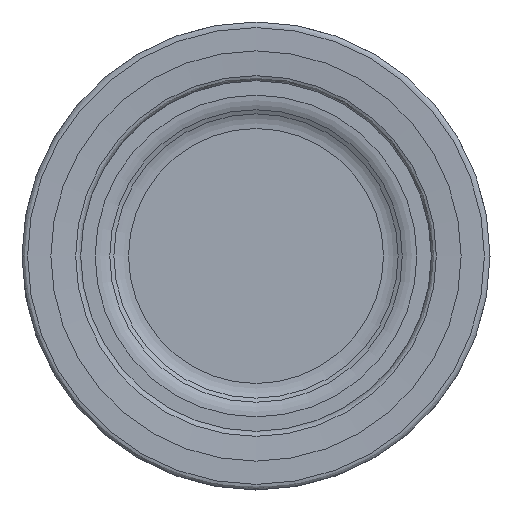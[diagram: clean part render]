
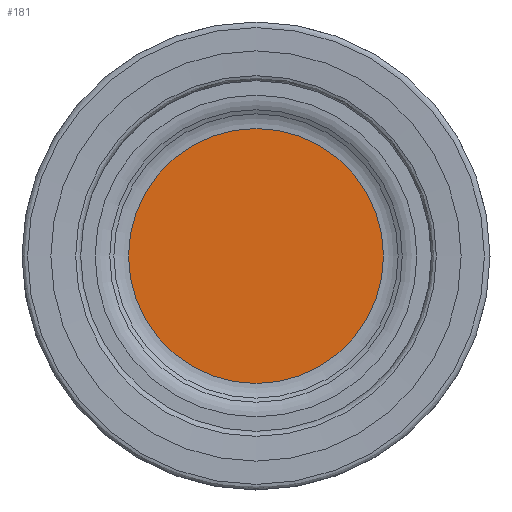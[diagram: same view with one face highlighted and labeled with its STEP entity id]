
A CAD part, left-side view. The second image highlights one B-rep face of the part: STEP entity #181.
In plain terms, the highlighted planar face has unit normal (-1, 0, 0).
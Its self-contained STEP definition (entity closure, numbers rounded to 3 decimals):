
#156=PLANE('',#426);
#159=FACE_OUTER_BOUND('',#262,.T.);
#181=ADVANCED_FACE('',(#159),#156,.F.);
#262=EDGE_LOOP('',(#308));
#308=ORIENTED_EDGE('',*,*,#369,.T.);
#346=VERTEX_POINT('',#583);
#369=EDGE_CURVE('',#346,#346,#392,.T.);
#392=CIRCLE('',#425,8.716);
#425=AXIS2_PLACEMENT_3D('',#582,#492,#493);
#426=AXIS2_PLACEMENT_3D('',#584,#494,#495);
#492=DIRECTION('',(-1.,0.,0.));
#493=DIRECTION('',(0.,0.,1.));
#494=DIRECTION('',(1.,0.,0.));
#495=DIRECTION('',(0.,0.,-1.));
#582=CARTESIAN_POINT('',(1.4,0.,0.));
#583=CARTESIAN_POINT('',(1.4,0.,8.716));
#584=CARTESIAN_POINT('',(1.4,8.716,0.));
